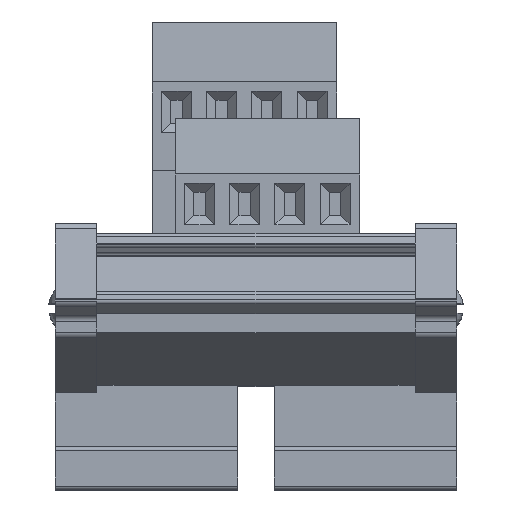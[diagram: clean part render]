
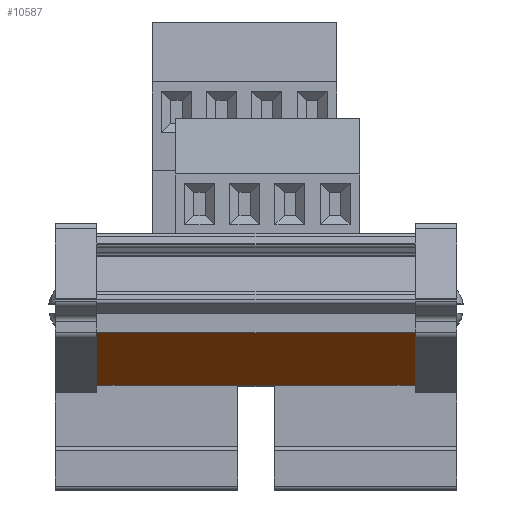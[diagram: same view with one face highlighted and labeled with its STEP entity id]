
A CAD part, top view. The second image highlights one B-rep face of the part: STEP entity #10587.
In plain terms, the highlighted planar face has unit normal (0, -0.823, 0.569).
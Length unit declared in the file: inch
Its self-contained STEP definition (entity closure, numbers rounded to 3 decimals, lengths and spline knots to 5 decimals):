
#1042 = CARTESIAN_POINT ( 'NONE',  ( 0.69, -0.65574, 1.25991 ) ) ;
#1130 = CARTESIAN_POINT ( 'NONE',  ( 0.08, -0.42946, 1.58729 ) ) ;
#1202 = FACE_OUTER_BOUND ( 'NONE', #16797, .T. ) ;
#1783 = ORIENTED_EDGE ( 'NONE', *, *, #2384, .F. ) ;
#1898 = CARTESIAN_POINT ( 'NONE',  ( 0.08, -0.65806, 1.25655 ) ) ;
#2317 = EDGE_CURVE ( 'NONE', #4047, #17859, #15868, .T. ) ;
#2384 = EDGE_CURVE ( 'NONE', #5085, #11243, #22316, .T. ) ;
#2929 = EDGE_CURVE ( 'NONE', #11685, #17859, #21631, .T. ) ;
#3690 = VECTOR ( 'NONE', #13921, 39.37008 ) ;
#3726 = VERTEX_POINT ( 'NONE', #7348 ) ;
#4047 = VERTEX_POINT ( 'NONE', #1042 ) ;
#4091 = EDGE_CURVE ( 'NONE', #3726, #4047, #11312, .T. ) ;
#4150 = VERTEX_POINT ( 'NONE', #1898 ) ;
#5085 = VERTEX_POINT ( 'NONE', #15469 ) ;
#5150 = ORIENTED_EDGE ( 'NONE', *, *, #8114, .F. ) ;
#5195 = PLANE ( 'NONE',  #10078 ) ;
#5272 = DIRECTION ( 'NONE',  ( 0., 0.823, -0.569 ) ) ;
#5324 = LINE ( 'NONE', #20318, #18759 ) ;
#5901 = VECTOR ( 'NONE', #6506, 39.37008 ) ;
#5958 = DIRECTION ( 'NONE',  ( 0., 0.569, 0.823 ) ) ;
#6494 = VECTOR ( 'NONE', #20538, 39.37008 ) ;
#6506 = DIRECTION ( 'NONE',  ( 0., -0.569, -0.823 ) ) ;
#6673 = CARTESIAN_POINT ( 'NONE',  ( -0.69, -0.42946, 1.58729 ) ) ;
#6762 = DIRECTION ( 'NONE',  ( -1., 0., 0. ) ) ;
#7348 = CARTESIAN_POINT ( 'NONE',  ( 0.08, -0.65574, 1.25991 ) ) ;
#7895 = VECTOR ( 'NONE', #14470, 39.37008 ) ;
#8114 = EDGE_CURVE ( 'NONE', #18717, #11685, #5324, .T. ) ;
#10043 = CARTESIAN_POINT ( 'NONE',  ( -0.1, -0.65574, 1.25991 ) ) ;
#10078 = AXIS2_PLACEMENT_3D ( 'NONE', #15846, #5272, #17580 ) ;
#10505 = EDGE_CURVE ( 'NONE', #11243, #18717, #20992, .T. ) ;
#10587 = ADVANCED_FACE ( 'NONE', ( #1202 ), #5195, .F. ) ;
#10695 = LINE ( 'NONE', #1130, #5901 ) ;
#10993 = EDGE_CURVE ( 'NONE', #5085, #4150, #17726, .T. ) ;
#11243 = VERTEX_POINT ( 'NONE', #13503 ) ;
#11312 = LINE ( 'NONE', #10043, #19916 ) ;
#11338 = ORIENTED_EDGE ( 'NONE', *, *, #13474, .F. ) ;
#11685 = VERTEX_POINT ( 'NONE', #14667 ) ;
#11972 = CARTESIAN_POINT ( 'NONE',  ( 0.69, -0.42946, 1.58729 ) ) ;
#12252 = ORIENTED_EDGE ( 'NONE', *, *, #10505, .F. ) ;
#12765 = CARTESIAN_POINT ( 'NONE',  ( -0.69, -0.65806, 1.25655 ) ) ;
#13474 = EDGE_CURVE ( 'NONE', #3726, #4150, #10695, .T. ) ;
#13503 = CARTESIAN_POINT ( 'NONE',  ( -0.08, -0.65574, 1.25991 ) ) ;
#13578 = DIRECTION ( 'NONE',  ( 1., 0., 0. ) ) ;
#13878 = ORIENTED_EDGE ( 'NONE', *, *, #10993, .T. ) ;
#13921 = DIRECTION ( 'NONE',  ( 0., 0.569, 0.823 ) ) ;
#14470 = DIRECTION ( 'NONE',  ( 1., 0., 0. ) ) ;
#14667 = CARTESIAN_POINT ( 'NONE',  ( -0.69, -0.42946, 1.58729 ) ) ;
#15252 = ORIENTED_EDGE ( 'NONE', *, *, #2317, .T. ) ;
#15469 = CARTESIAN_POINT ( 'NONE',  ( -0.08, -0.65806, 1.25655 ) ) ;
#15531 = DIRECTION ( 'NONE',  ( 1., 0., 0. ) ) ;
#15846 = CARTESIAN_POINT ( 'NONE',  ( -0.69, -0.42946, 1.58729 ) ) ;
#15868 = LINE ( 'NONE', #11972, #6494 ) ;
#16797 = EDGE_LOOP ( 'NONE', ( #12252, #1783, #13878, #11338, #18577, #15252, #17111, #5150 ) ) ;
#16955 = CARTESIAN_POINT ( 'NONE',  ( -0.69, -0.65574, 1.25991 ) ) ;
#17054 = VECTOR ( 'NONE', #15531, 39.37008 ) ;
#17111 = ORIENTED_EDGE ( 'NONE', *, *, #2929, .F. ) ;
#17580 = DIRECTION ( 'NONE',  ( 0., 0.569, 0.823 ) ) ;
#17726 = LINE ( 'NONE', #12765, #7895 ) ;
#17859 = VERTEX_POINT ( 'NONE', #21301 ) ;
#18577 = ORIENTED_EDGE ( 'NONE', *, *, #4091, .T. ) ;
#18717 = VERTEX_POINT ( 'NONE', #16955 ) ;
#18759 = VECTOR ( 'NONE', #5958, 39.37008 ) ;
#18992 = CARTESIAN_POINT ( 'NONE',  ( 0.1, -0.65574, 1.25991 ) ) ;
#19916 = VECTOR ( 'NONE', #13578, 39.37008 ) ;
#20318 = CARTESIAN_POINT ( 'NONE',  ( -0.69, -0.42946, 1.58729 ) ) ;
#20443 = VECTOR ( 'NONE', #6762, 39.37008 ) ;
#20538 = DIRECTION ( 'NONE',  ( 0., 0.569, 0.823 ) ) ;
#20992 = LINE ( 'NONE', #18992, #20443 ) ;
#21301 = CARTESIAN_POINT ( 'NONE',  ( 0.69, -0.42946, 1.58729 ) ) ;
#21631 = LINE ( 'NONE', #6673, #17054 ) ;
#22316 = LINE ( 'NONE', #22493, #3690 ) ;
#22493 = CARTESIAN_POINT ( 'NONE',  ( -0.08, -0.42946, 1.58729 ) ) ;
